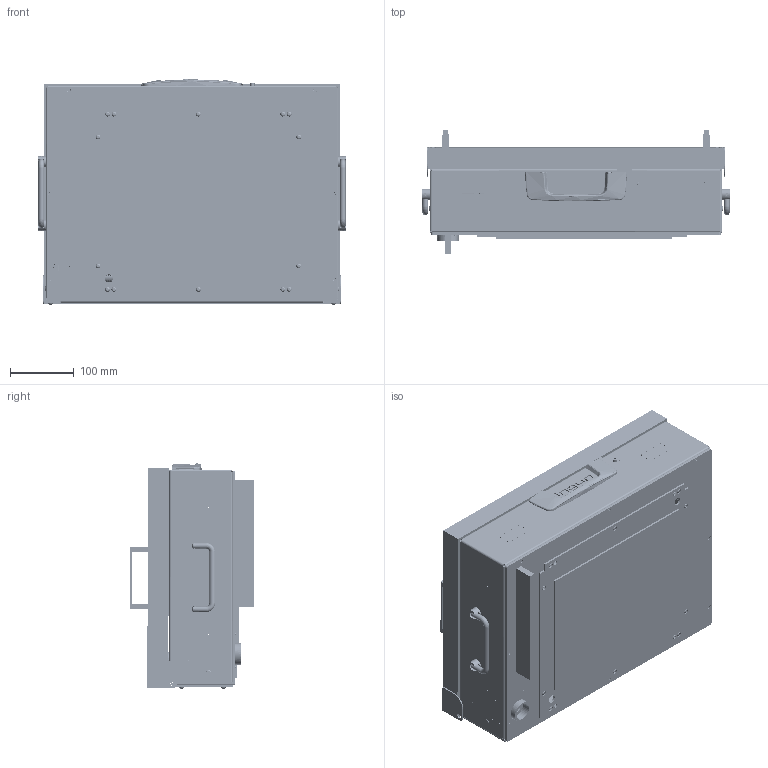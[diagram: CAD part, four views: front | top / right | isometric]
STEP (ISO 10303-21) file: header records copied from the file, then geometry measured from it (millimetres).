
FILE_DESCRIPTION (( 'STEP AP214' ), '1' );
FILE_NAME ('INGUN_114656.STEP', '2024-03-11T08:31:37', ( '' ), ( '' ), 'SwSTEP 2.0', 'SolidWorks 2021', '' );
FILE_SCHEMA (( 'AUTOMOTIVE_DESIGN' ));
Length unit declared in the file: millimetre
Products named in the file (52): 113690~0_S; 112026~0_Mitte<S>; 112087~2_S; ISO7380~n_M04,0x008; 114196_001~0; 34848~0; 115767~0_S; 112992~2_S; 107464~4_S; 49317~0; 107693~1; ISO7380~n_M04,0x016; 113753~1_S; DIN7991~n_M03,0x010 VA; 113751~0_S; 112176~0_S; 113691~1_S; ISO7380~n_M04,0x010; 2497-2~0_6,3 mm Auge <Standard>; 2497-1~0_6,3 mm Auge <Standard>; 1607~1; 104093~2_KUNDE<S>; ISO7380~n_M04,0x006; Gewindebuchse~n_M04-07,5 offen; 111995~2_S; 32171~0_S; 114196_004~0_S; DIN125~n_04,3 M04,0; 8857~0_KUNDE<S>; DIN985-A2~n_M04,0; 9905~1_S; ISO7380~n_M03,0x005; ISO7380~n_M04,0x012; 113752~0_S; 11655~0; 50891~2_KUNDE<S>; 113673~0_S; 115289~0_S; 114364~0_S; 114196_002~0 ...
Assembly tree (101 placements, depth 5):
  INGUN_114656
    113690~0_S
      113691~1_S
      32171~0_S
      112992~2_S  x2
      49317~0  x2
      114196~0  x2
        114196_001~0
        114196_002~0
        114196_003~0
        114196_004~0_S
      DIN912~n_M04,0x012
      112024~0_S
      112025~3_S
      DIN125~n_04,3 M04,0
      DIN985-A2~n_M04,0
      112026~0_Mitte<S>
      ISO7380~n_M03,0x005
      114364~0_S
    113750~2_KUNDE<S>
      115767~0_S
        113751~0_S
        Gewindebuchse~n_M04-07,5 offen  x4
      113752~0_S
      113753~1_S
      104093~2_KUNDE<S>
      1607~1  x2
      ISO7380~n_M04,0x012  x4
      112176~0_S  x2
        112087~2_S
          111995~2_S
          115289~0_S
        49317~0
      19420~3
      11657~0
      11655~0
    34848~0
      2497-1~0_6,3 mm Auge <Standard>
      2497-2~0_6,3 mm Auge <Standard>
    34848~0
      2497-1~0_6,3 mm Auge <Standard>
      2497-2~0_6,3 mm Auge <Standard>
    113673~0_S
      113674~0
      DIN125~n_04,3 M04,0  x4
      ISO7380~n_M04,0x008  x4
    113517~0_S
      107693~1
      9905~1_S
      11657~0
      11655~0
      19420~3
      107464~4_S
      DIN7991~n_M03,0x010 VA  x8
      ISO7380~n_M04,0x010  x3
      ISO7380~n_M04,0x016  x2
    50891~2_KUNDE<S>
      8857~0_KUNDE<S>
      ISO7380~n_M04,0x006  x14
Bounding box: 484 x 196.03 x 354.82 mm (x, y, z)
Volume: 4162225.8 mm3; surface area: 1854952 mm2
Topology: 102 solids, 102 shells, 4036 faces, 9896 edges, 6344 vertices
Faces by surface type: cylinder 1905, plane 1623, cone 264, torus 130, bspline 114
Entity records: 83614 total; most frequent: CARTESIAN_POINT 27324, DIRECTION 11454, ORIENTED_EDGE 10706, EDGE_CURVE 5353, AXIS2_PLACEMENT_3D 4342, VERTEX_POINT 3425, LINE 2770, VECTOR 2770
